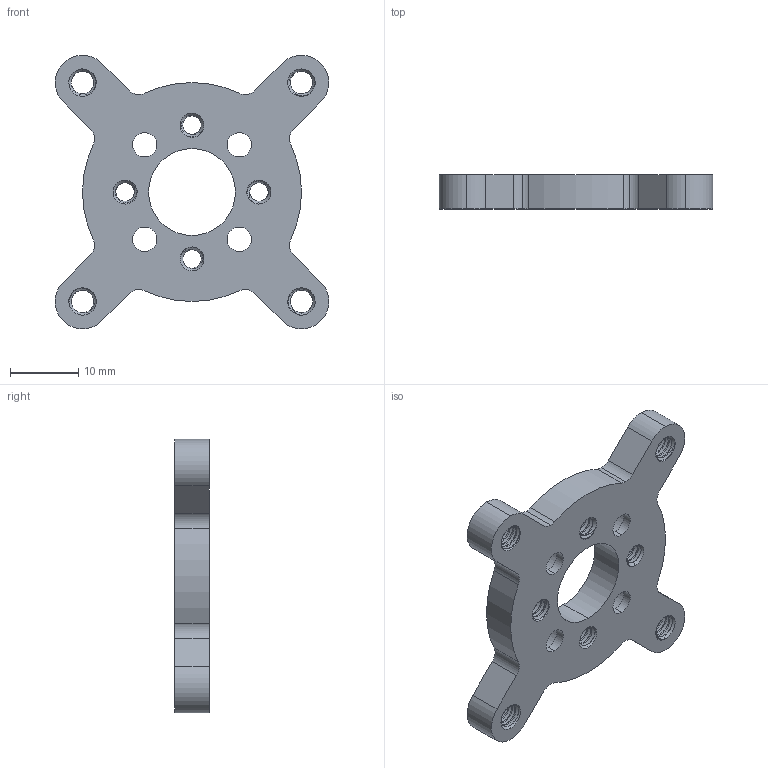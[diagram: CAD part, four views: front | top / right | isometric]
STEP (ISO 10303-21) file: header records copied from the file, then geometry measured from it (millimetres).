
FILE_DESCRIPTION (( 'STEP AP203' ), '1' );
FILE_NAME ('1206-0032-0006.STEP', '2020-01-17T17:10:28', ( '' ), ( '' ), 'SwSTEP 2.0', 'SolidWorks 2016', '' );
FILE_SCHEMA (( 'CONFIG_CONTROL_DESIGN' ));
Length unit declared in the file: millimetre
Products named in the file (1): 1206-0032-0006
Bounding box: 39.99 x 5 x 39.98 mm (x, y, z)
Volume: 4167.9 mm3; surface area: 3802.7 mm2
Topology: 1 solids, 1 shells, 345 faces, 975 edges, 636 vertices
Faces by surface type: cylinder 265, cone 50, bspline 16, plane 14
Entity records: 26010 total; most frequent: CARTESIAN_POINT 18283, ORIENTED_EDGE 1950, DIRECTION 1311, EDGE_CURVE 975, VERTEX_POINT 636, AXIS2_PLACEMENT_3D 502, EDGE_LOOP 375, FACE_OUTER_BOUND 345
